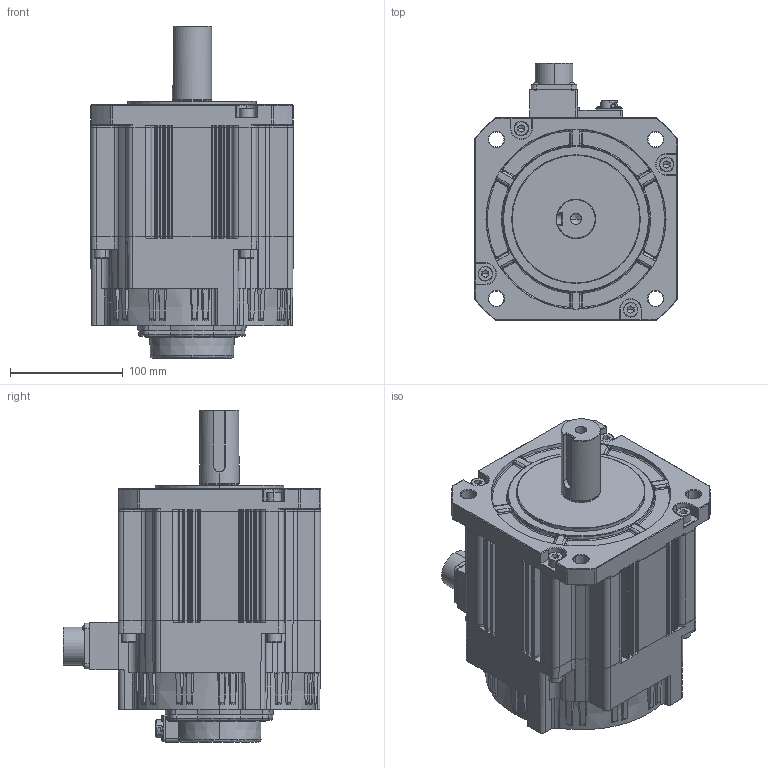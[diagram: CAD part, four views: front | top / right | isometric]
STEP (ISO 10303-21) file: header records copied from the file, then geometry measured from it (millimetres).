
FILE_DESCRIPTION (( 'STEP AP203' ), '1' );
FILE_NAME ('SV-X2MM400A-B4LA.STEP', '2021-10-12T13:26:36', ( 'China' ), ( 'Microsoft' ), 'SwSTEP 2.0', 'SolidWorks 2016', '' );
FILE_SCHEMA (( 'CONFIG_CONTROL_DESIGN' ));
Length unit declared in the file: millimetre
Products named in the file (1): SV-X2MM400A-B4LA
Bounding box: 180 x 228.55 x 295 mm (x, y, z)
Volume: 5648402.5 mm3; surface area: 265760.3 mm2
Topology: 1 solids, 8 shells, 2030 faces, 5250 edges, 3258 vertices
Faces by surface type: plane 773, cylinder 696, cone 272, bspline 151, torus 76, sphere 62
Entity records: 69733 total; most frequent: CARTESIAN_POINT 21824, ORIENTED_EDGE 10348, DIRECTION 9816, EDGE_CURVE 5174, AXIS2_PLACEMENT_3D 3724, VERTEX_POINT 3230, LINE 2368, VECTOR 2368
